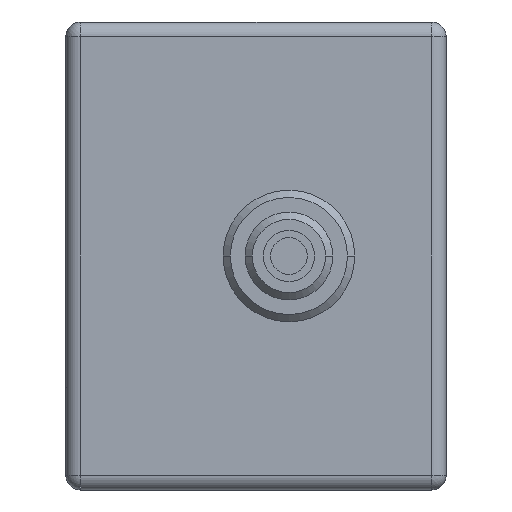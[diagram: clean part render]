
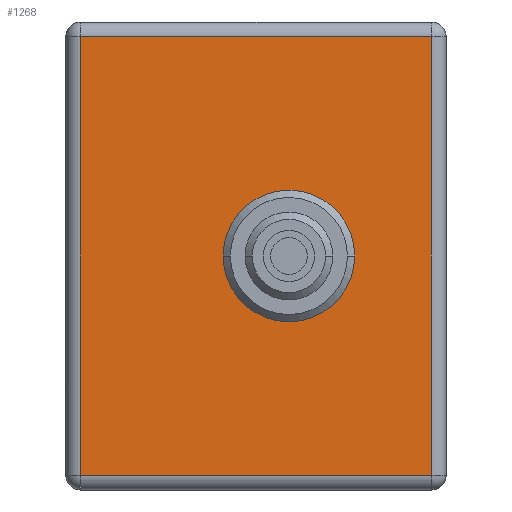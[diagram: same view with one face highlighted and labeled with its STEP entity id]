
A CAD part, left-side view. The second image highlights one B-rep face of the part: STEP entity #1268.
In plain terms, the highlighted planar face has unit normal (-1, 0, 0).
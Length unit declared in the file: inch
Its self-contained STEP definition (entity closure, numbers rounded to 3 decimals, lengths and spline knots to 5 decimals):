
#375=CARTESIAN_POINT('',(-75.,21.5,0.));
#376=DIRECTION('',(-1.,0.,0.));
#377=DIRECTION('',(0.,1.,0.));
#378=AXIS2_PLACEMENT_3D('',#375,#376,#377);
#383=CARTESIAN_POINT('',(-75.,21.5,0.));
#384=DIRECTION('',(-1.,0.,0.));
#385=DIRECTION('',(0.,-1.,0.));
#386=AXIS2_PLACEMENT_3D('',#383,#384,#385);
#391=DIRECTION('',(0.,1.,0.));
#392=VECTOR('',#391,48.);
#393=CARTESIAN_POINT('',(-75.,2.,-30.));
#394=LINE('',#393,#392);
#398=DIRECTION('',(0.,0.,1.));
#399=VECTOR('',#398,60.);
#400=CARTESIAN_POINT('',(-75.,50.,-30.));
#401=LINE('',#400,#399);
#405=DIRECTION('',(0.,-1.,0.));
#406=VECTOR('',#405,48.);
#407=CARTESIAN_POINT('',(-75.,50.,30.));
#408=LINE('',#407,#406);
#412=DIRECTION('',(0.,0.,-1.));
#413=VECTOR('',#412,60.);
#414=CARTESIAN_POINT('',(-75.,2.,30.));
#415=LINE('',#414,#413);
#833=CARTESIAN_POINT('',(-75.,30.5,0.));
#834=CARTESIAN_POINT('',(-75.,12.5,0.));
#835=VERTEX_POINT('',#833);
#836=VERTEX_POINT('',#834);
#851=CARTESIAN_POINT('',(-75.,2.,-30.));
#852=CARTESIAN_POINT('',(-75.,50.,-30.));
#853=VERTEX_POINT('',#851);
#854=VERTEX_POINT('',#852);
#857=CARTESIAN_POINT('',(-75.,50.,30.));
#858=VERTEX_POINT('',#857);
#865=CARTESIAN_POINT('',(-75.,2.,30.));
#866=VERTEX_POINT('',#865);
#1250=CARTESIAN_POINT('',(-75.,0.,-32.));
#1251=DIRECTION('',(-1.,0.,0.));
#1252=DIRECTION('',(0.,0.,1.));
#1253=AXIS2_PLACEMENT_3D('',#1250,#1251,#1252);
#1254=PLANE('',#1253);
#1255=ORIENTED_EDGE('',*,*,#1190,.T.);
#1256=ORIENTED_EDGE('',*,*,#1052,.T.);
#1258=ORIENTED_EDGE('',*,*,#1257,.T.);
#1259=ORIENTED_EDGE('',*,*,#1243,.T.);
#1260=EDGE_LOOP('',(#1255,#1256,#1258,#1259));
#1261=FACE_OUTER_BOUND('',#1260,.F.);
#1263=ORIENTED_EDGE('',*,*,#1262,.T.);
#1265=ORIENTED_EDGE('',*,*,#1264,.T.);
#1266=EDGE_LOOP('',(#1263,#1265));
#1267=FACE_BOUND('',#1266,.F.);
#1268=ADVANCED_FACE('',(#1261,#1267),#1254,.T.);
#379=CIRCLE('',#378,9.);
#387=CIRCLE('',#386,9.);
#1052=EDGE_CURVE('',#854,#858,#401,.T.);
#1190=EDGE_CURVE('',#853,#854,#394,.T.);
#1243=EDGE_CURVE('',#866,#853,#415,.T.);
#1257=EDGE_CURVE('',#858,#866,#408,.T.);
#1262=EDGE_CURVE('',#835,#836,#379,.T.);
#1264=EDGE_CURVE('',#836,#835,#387,.T.);
